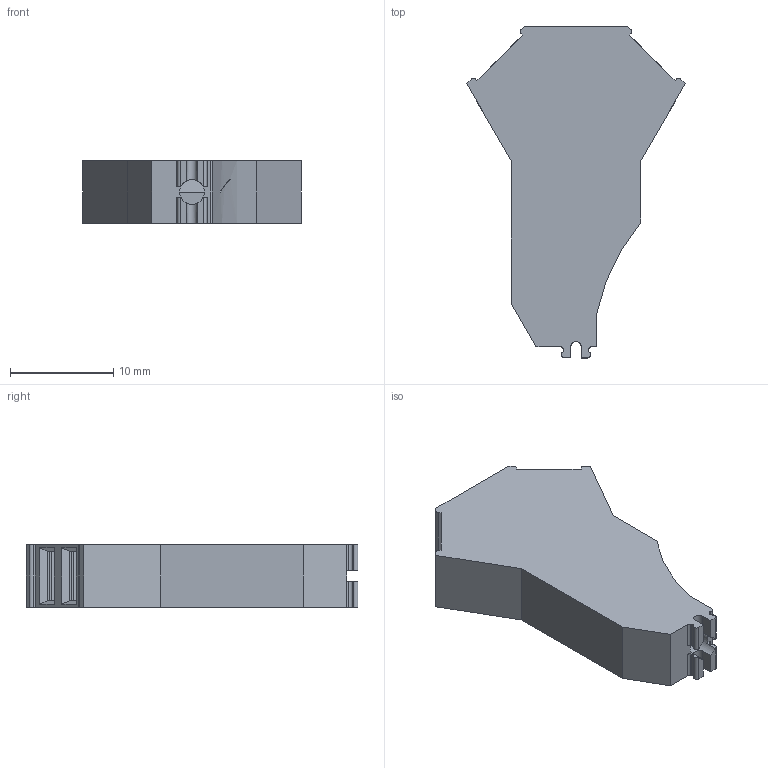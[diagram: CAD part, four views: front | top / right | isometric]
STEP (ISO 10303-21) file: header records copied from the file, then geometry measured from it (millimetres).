
FILE_DESCRIPTION(/* description */ (''),/* implementation_level */ '2;1');
FILE_NAME(/* name */ '3741_ZTA4_iso.stp',/* time_stamp */ '2011-08-05T08:19:57+02:00',/* author */ (''),/* organization */ (''),/* preprocessor_version */ 'ST-DEVELOPER v11',/* originating_system */ 'SIEMENS UGS NX 6.0',/* authorisation */ '');
FILE_SCHEMA (('CONFIG_CONTROL_DESIGN'));
Length unit declared in the file: millimetre
Products named in the file (1): 3741_ZTA4_iso
Bounding box: 21.2 x 32.2 x 6.1 mm (x, y, z)
Volume: 2237.6 mm3; surface area: 1642.2 mm2
Topology: 1 solids, 1 shells, 161 faces, 462 edges, 308 vertices
Faces by surface type: plane 117, cylinder 44
Full cylindrical faces by diameter (mm): 2.4 x1, 2.8 x1
Entity records: 5384 total; most frequent: CARTESIAN_POINT 992, ORIENTED_EDGE 916, DIRECTION 884, EDGE_CURVE 458, LINE 352, VECTOR 352, VERTEX_POINT 306, AXIS2_PLACEMENT_3D 266
